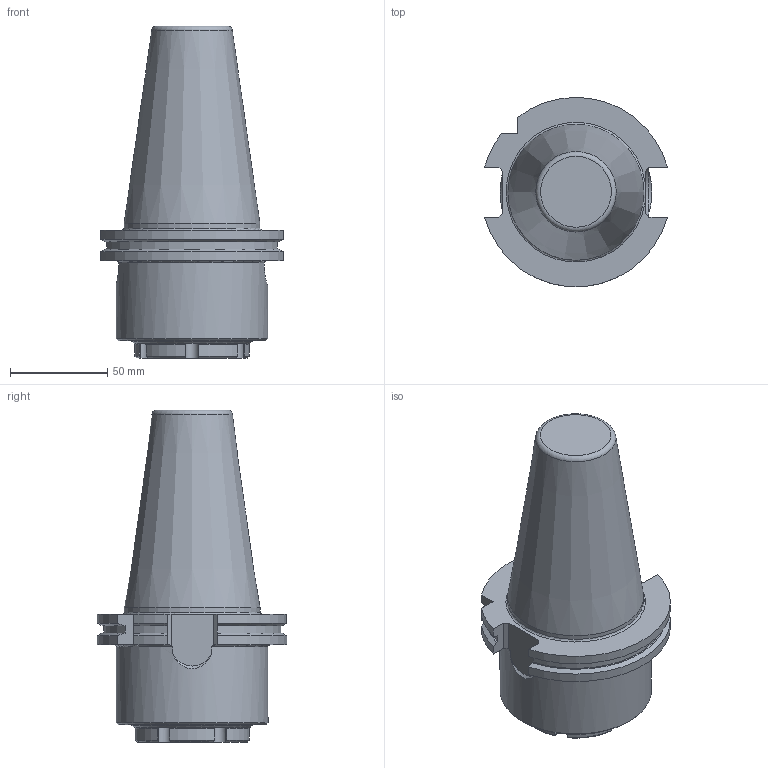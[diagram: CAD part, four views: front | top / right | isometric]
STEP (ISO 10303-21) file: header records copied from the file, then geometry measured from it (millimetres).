
FILE_DESCRIPTION(/* description */ ('Unknown'),/* implementation_level */ '2;1');
FILE_NAME(/* name */ '338140050',/* time_stamp */ '2020-08-13T16:09:18+02:00',/* author */ ('WTO KS'),/* organization */ ('WTO'),/* preprocessor_version */ 'ST-DEVELOPER v16.7',/* originating_system */ 'DEX',/* authorisation */ $);
FILE_SCHEMA (('AUTOMOTIVE_DESIGN {1 0 10303 214 3 1 1}'));
Length unit declared in the file: millimetre
Products named in the file (1): 090357_338140050_vereinfacht_STP_00416609
Bounding box: 94.05 x 97.31 x 170.75 mm (x, y, z)
Volume: 521676.4 mm3; surface area: 54993.7 mm2
Topology: 1 solids, 1 shells, 101 faces, 271 edges, 175 vertices
Faces by surface type: plane 44, cylinder 28, cone 19, torus 10
Full cylindrical faces by diameter (mm): 30.3 x1, 30.65 x1, 33.65 x1, 62 x1, 69.85 x1, 78 x1
Entity records: 3149 total; most frequent: CARTESIAN_POINT 729, ORIENTED_EDGE 504, DIRECTION 482, EDGE_CURVE 252, AXIS2_PLACEMENT_3D 191, VERTEX_POINT 169, EDGE_LOOP 117, FACE_BOUND 117
